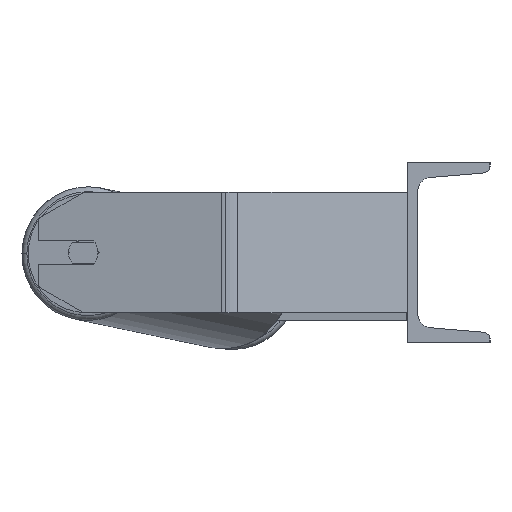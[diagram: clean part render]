
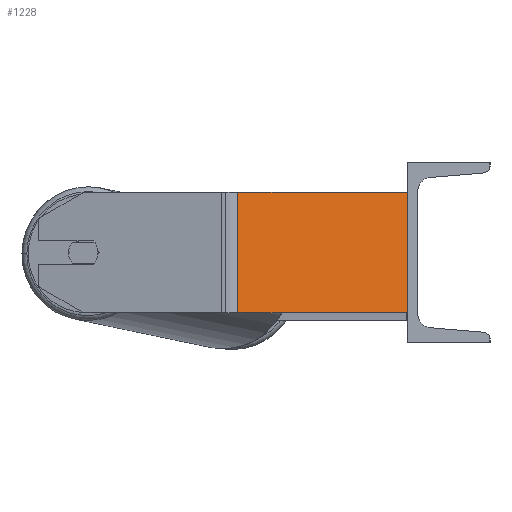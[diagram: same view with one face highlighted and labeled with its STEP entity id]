
A CAD part, left-side view. The second image highlights one B-rep face of the part: STEP entity #1228.
In plain terms, the highlighted planar face has unit normal (-0.866, -0.5, 0).
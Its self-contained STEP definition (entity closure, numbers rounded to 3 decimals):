
#46 = VECTOR ( 'NONE', #4720, 1000. ) ;
#338 = DIRECTION ( 'NONE',  ( 0., 0., -1. ) ) ;
#342 = CARTESIAN_POINT ( 'NONE',  ( -852.977, 117.74, -40. ) ) ;
#376 = EDGE_CURVE ( 'NONE', #7068, #4701, #6533, .T. ) ;
#388 = DIRECTION ( 'NONE',  ( 0., 0., -1. ) ) ;
#555 = ORIENTED_EDGE ( 'NONE', *, *, #2780, .T. ) ;
#729 = CARTESIAN_POINT ( 'NONE',  ( -850.065, 112.696, 40. ) ) ;
#1168 = EDGE_CURVE ( 'NONE', #7068, #2485, #3998, .T. ) ;
#1228 = ADVANCED_FACE ( 'NONE', ( #9130 ), #7738, .F. ) ;
#1237 = AXIS2_PLACEMENT_3D ( 'NONE', #1414, #9082, #6956 ) ;
#1414 = CARTESIAN_POINT ( 'NONE',  ( -852.977, 117.74, 40. ) ) ;
#1431 = VERTEX_POINT ( 'NONE', #8700 ) ;
#1514 = VECTOR ( 'NONE', #388, 1000. ) ;
#2461 = LINE ( 'NONE', #342, #2826 ) ;
#2485 = VERTEX_POINT ( 'NONE', #2502 ) ;
#2502 = CARTESIAN_POINT ( 'NONE',  ( -785., 0., 40. ) ) ;
#2563 = ORIENTED_EDGE ( 'NONE', *, *, #4916, .F. ) ;
#2581 = EDGE_LOOP ( 'NONE', ( #555, #2563, #3905, #4552 ) ) ;
#2780 = EDGE_CURVE ( 'NONE', #4701, #1431, #2461, .T. ) ;
#2826 = VECTOR ( 'NONE', #6724, 1000. ) ;
#3048 = CARTESIAN_POINT ( 'NONE',  ( -785., 0., 40. ) ) ;
#3905 = ORIENTED_EDGE ( 'NONE', *, *, #1168, .F. ) ;
#3998 = LINE ( 'NONE', #8225, #46 ) ;
#4552 = ORIENTED_EDGE ( 'NONE', *, *, #376, .T. ) ;
#4701 = VERTEX_POINT ( 'NONE', #7645 ) ;
#4720 = DIRECTION ( 'NONE',  ( 0.5, -0.866, 0. ) ) ;
#4794 = VECTOR ( 'NONE', #338, 1000. ) ;
#4916 = EDGE_CURVE ( 'NONE', #2485, #1431, #6538, .T. ) ;
#6533 = LINE ( 'NONE', #729, #4794 ) ;
#6538 = LINE ( 'NONE', #3048, #1514 ) ;
#6724 = DIRECTION ( 'NONE',  ( 0.5, -0.866, 0. ) ) ;
#6956 = DIRECTION ( 'NONE',  ( -0.5, 0.866, 0. ) ) ;
#7068 = VERTEX_POINT ( 'NONE', #9148 ) ;
#7645 = CARTESIAN_POINT ( 'NONE',  ( -850.065, 112.696, -40. ) ) ;
#7738 = PLANE ( 'NONE',  #1237 ) ;
#8225 = CARTESIAN_POINT ( 'NONE',  ( -852.977, 117.74, 40. ) ) ;
#8700 = CARTESIAN_POINT ( 'NONE',  ( -785., 0., -40. ) ) ;
#9082 = DIRECTION ( 'NONE',  ( 0.866, 0.5, 0. ) ) ;
#9130 = FACE_OUTER_BOUND ( 'NONE', #2581, .T. ) ;
#9148 = CARTESIAN_POINT ( 'NONE',  ( -850.065, 112.696, 40. ) ) ;
